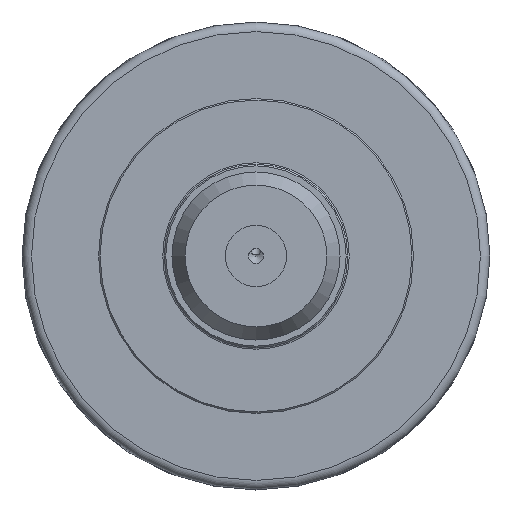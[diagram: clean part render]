
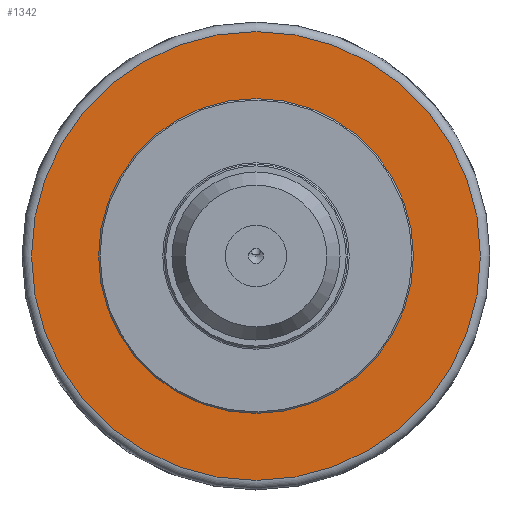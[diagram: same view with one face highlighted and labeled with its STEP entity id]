
A CAD part, left-side view. The second image highlights one B-rep face of the part: STEP entity #1342.
In plain terms, the highlighted planar face has unit normal (-1, 0, 0).
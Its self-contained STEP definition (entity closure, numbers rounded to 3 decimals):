
#71=FACE_BOUND('',#290,.T.);
#111=CIRCLE('',#1468,50.7);
#116=CIRCLE('',#1476,73.423);
#117=CIRCLE('',#1477,73.423);
#205=FACE_OUTER_BOUND('',#289,.T.);
#289=EDGE_LOOP('',(#1109,#1110));
#290=EDGE_LOOP('',(#1111));
#612=VERTEX_POINT('',#2263);
#620=VERTEX_POINT('',#2294);
#621=VERTEX_POINT('',#2295);
#786=EDGE_CURVE('',#612,#612,#111,.T.);
#796=EDGE_CURVE('',#620,#621,#116,.T.);
#797=EDGE_CURVE('',#621,#620,#117,.T.);
#1109=ORIENTED_EDGE('',*,*,#796,.F.);
#1110=ORIENTED_EDGE('',*,*,#797,.F.);
#1111=ORIENTED_EDGE('',*,*,#786,.T.);
#1285=PLANE('',#1475);
#1342=ADVANCED_FACE('',(#205,#71),#1285,.T.);
#1468=AXIS2_PLACEMENT_3D('',#2264,#1788,#1789);
#1475=AXIS2_PLACEMENT_3D('',#2293,#1805,#1806);
#1476=AXIS2_PLACEMENT_3D('',#2296,#1807,#1808);
#1477=AXIS2_PLACEMENT_3D('',#2297,#1809,#1810);
#1788=DIRECTION('center_axis',(1.,0.,0.));
#1789=DIRECTION('ref_axis',(0.,0.,1.));
#1805=DIRECTION('center_axis',(-1.,0.,0.));
#1806=DIRECTION('ref_axis',(0.,1.,0.));
#1807=DIRECTION('center_axis',(1.,0.,0.));
#1808=DIRECTION('ref_axis',(0.,0.,
1.));
#1809=DIRECTION('center_axis',(1.,0.,0.));
#1810=DIRECTION('ref_axis',(0.,0.,
1.));
#2263=CARTESIAN_POINT('',(28.2,0.,-50.7));
#2264=CARTESIAN_POINT('Origin',(28.2,0.,0.));
#2293=CARTESIAN_POINT('Origin',(28.2,0.,-66.441));
#2294=CARTESIAN_POINT('',(28.2,0.,-73.423));
#2295=CARTESIAN_POINT('',(28.2,73.423,0.));
#2296=CARTESIAN_POINT('Origin',(28.2,0.,0.));
#2297=CARTESIAN_POINT('Origin',(28.2,0.,0.));
